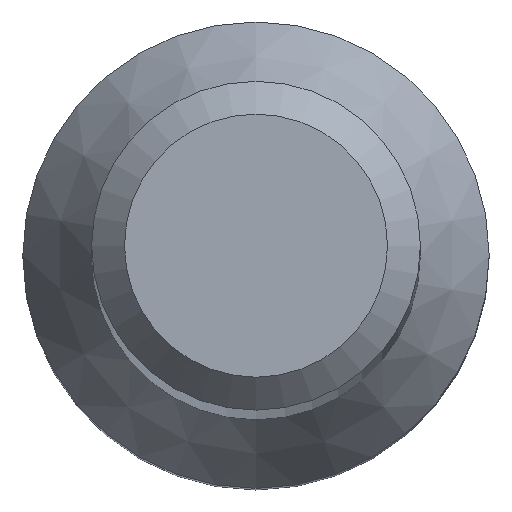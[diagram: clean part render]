
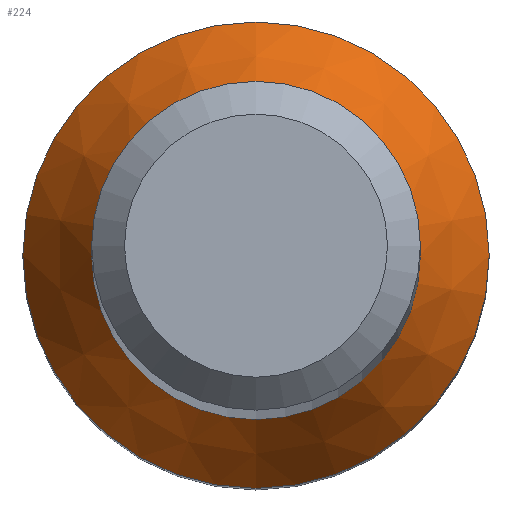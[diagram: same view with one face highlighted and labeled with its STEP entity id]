
A CAD part, top view. The second image highlights one B-rep face of the part: STEP entity #224.
In plain terms, the highlighted conical face has half-angle 30 degrees and reference radius 4.255 mm.
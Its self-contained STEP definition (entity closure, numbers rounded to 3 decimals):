
#3 = CIRCLE ( 'NONE', #111, 4.255 ) ;
#24 = VERTEX_POINT ( 'NONE', #83 ) ;
#44 = VERTEX_POINT ( 'NONE', #156 ) ;
#49 = CARTESIAN_POINT ( 'NONE',  ( 0., 0., 17.55 ) ) ;
#50 = CONICAL_SURFACE ( 'NONE', #150, 4.255, 0.524 ) ;
#52 = EDGE_CURVE ( 'NONE', #44, #44, #3, .T. ) ;
#55 = DIRECTION ( 'NONE',  ( 0., 0., -1. ) ) ;
#60 = ORIENTED_EDGE ( 'NONE', *, *, #52, .F. ) ;
#64 = CARTESIAN_POINT ( 'NONE',  ( 0., 0., 17.55 ) ) ;
#83 = CARTESIAN_POINT ( 'NONE',  ( 0., 3., 19.724 ) ) ;
#96 = EDGE_LOOP ( 'NONE', ( #60 ) ) ;
#111 = AXIS2_PLACEMENT_3D ( 'NONE', #64, #137, #192 ) ;
#118 = EDGE_CURVE ( 'NONE', #24, #24, #176, .T. ) ;
#124 = DIRECTION ( 'NONE',  ( 0., 0., -1. ) ) ;
#132 = EDGE_LOOP ( 'NONE', ( #187 ) ) ;
#137 = DIRECTION ( 'NONE',  ( 0., 0., -1. ) ) ;
#139 = FACE_BOUND ( 'NONE', #132, .T. ) ;
#150 = AXIS2_PLACEMENT_3D ( 'NONE', #49, #124, #195 ) ;
#156 = CARTESIAN_POINT ( 'NONE',  ( 0., 4.255, 17.55 ) ) ;
#176 = CIRCLE ( 'NONE', #197, 3. ) ;
#187 = ORIENTED_EDGE ( 'NONE', *, *, #118, .T. ) ;
#192 = DIRECTION ( 'NONE',  ( 0., 1., 0. ) ) ;
#195 = DIRECTION ( 'NONE',  ( 0., 1., 0. ) ) ;
#197 = AXIS2_PLACEMENT_3D ( 'NONE', #202, #55, #217 ) ;
#202 = CARTESIAN_POINT ( 'NONE',  ( 0., 0., 19.724 ) ) ;
#213 = FACE_OUTER_BOUND ( 'NONE', #96, .T. ) ;
#217 = DIRECTION ( 'NONE',  ( 0., 1., 0. ) ) ;
#224 = ADVANCED_FACE ( 'NONE', ( #139, #213 ), #50, .T. ) ;
